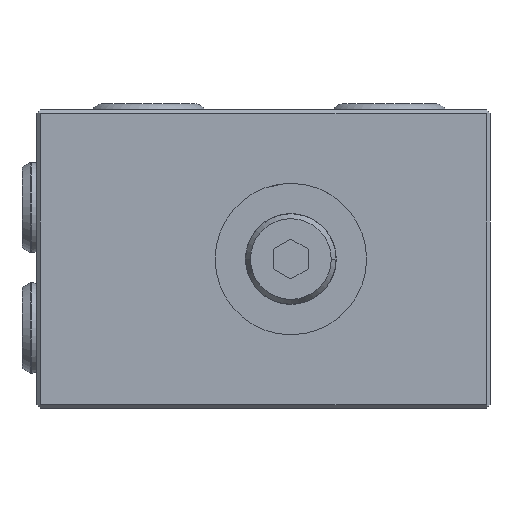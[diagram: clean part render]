
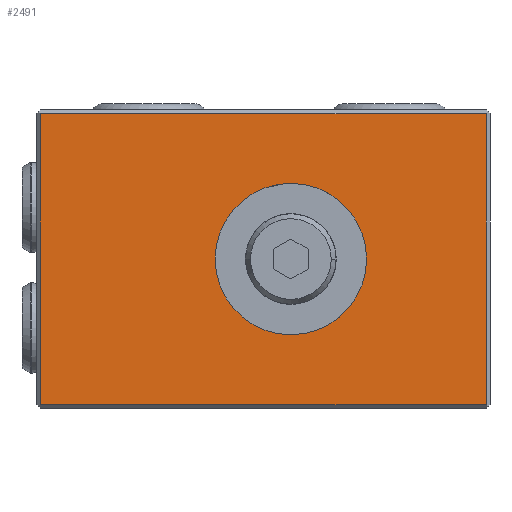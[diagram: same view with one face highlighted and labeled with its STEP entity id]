
A CAD part, front view. The second image highlights one B-rep face of the part: STEP entity #2491.
In plain terms, the highlighted planar face has unit normal (0, -1, 0).
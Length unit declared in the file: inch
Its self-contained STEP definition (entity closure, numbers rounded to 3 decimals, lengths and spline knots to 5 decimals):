
#350=CARTESIAN_POINT('',(1.385,-3.47,0.813));
#351=DIRECTION('',(0.,-1.,0.));
#352=DIRECTION('',(-1.,0.,0.));
#353=AXIS2_PLACEMENT_3D('',#350,#351,#352);
#355=CARTESIAN_POINT('',(1.385,-3.47,0.813));
#356=DIRECTION('',(0.,-1.,0.));
#357=DIRECTION('',(1.,0.,0.));
#358=AXIS2_PLACEMENT_3D('',#355,#356,#357);
#360=DIRECTION('',(0.,0.,-1.));
#361=VECTOR('',#360,1.585);
#362=CARTESIAN_POINT('',(0.02,-3.47,1.605));
#363=LINE('',#362,#361);
#364=DIRECTION('',(1.,0.,0.));
#365=VECTOR('',#364,2.43);
#366=CARTESIAN_POINT('',(0.02,-3.47,1.605));
#367=LINE('',#366,#365);
#368=DIRECTION('',(0.,0.,-1.));
#369=VECTOR('',#368,1.585);
#370=CARTESIAN_POINT('',(2.45,-3.47,1.605));
#371=LINE('',#370,#369);
#372=DIRECTION('',(-1.,0.,0.));
#373=VECTOR('',#372,2.43);
#374=CARTESIAN_POINT('',(2.45,-3.47,0.02));
#375=LINE('',#374,#373);
#1969=CARTESIAN_POINT('',(0.9725,-3.47,0.813));
#1970=CARTESIAN_POINT('',(1.7975,-3.47,0.813));
#1971=VERTEX_POINT('',#1969);
#1972=VERTEX_POINT('',#1970);
#2017=CARTESIAN_POINT('',(0.02,-3.47,1.605));
#2018=CARTESIAN_POINT('',(0.02,-3.47,0.02));
#2019=VERTEX_POINT('',#2017);
#2020=VERTEX_POINT('',#2018);
#2025=CARTESIAN_POINT('',(2.45,-3.47,1.605));
#2026=VERTEX_POINT('',#2025);
#2039=CARTESIAN_POINT('',(2.45,-3.47,0.02));
#2040=VERTEX_POINT('',#2039);
#2471=CARTESIAN_POINT('',(0.,-3.47,0.));
#2472=DIRECTION('',(0.,-1.,0.));
#2473=DIRECTION('',(1.,0.,0.));
#2474=AXIS2_PLACEMENT_3D('',#2471,#2472,#2473);
#2475=PLANE('',#2474);
#2477=ORIENTED_EDGE('',*,*,#2476,.F.);
#2479=ORIENTED_EDGE('',*,*,#2478,.T.);
#2481=ORIENTED_EDGE('',*,*,#2480,.T.);
#2483=ORIENTED_EDGE('',*,*,#2482,.T.);
#2484=EDGE_LOOP('',(#2477,#2479,#2481,#2483));
#2485=FACE_OUTER_BOUND('',#2484,.F.);
#2486=ORIENTED_EDGE('',*,*,#2456,.T.);
#2488=ORIENTED_EDGE('',*,*,#2487,.T.);
#2489=EDGE_LOOP('',(#2486,#2488));
#2490=FACE_BOUND('',#2489,.F.);
#354=CIRCLE('',#353,0.4125);
#359=CIRCLE('',#358,0.4125);
#2456=EDGE_CURVE('',#1971,#1972,#354,.T.);
#2476=EDGE_CURVE('',#2019,#2020,#363,.T.);
#2478=EDGE_CURVE('',#2019,#2026,#367,.T.);
#2480=EDGE_CURVE('',#2026,#2040,#371,.T.);
#2482=EDGE_CURVE('',#2040,#2020,#375,.T.);
#2487=EDGE_CURVE('',#1972,#1971,#359,.T.);
#2491=ADVANCED_FACE('',(#2485,#2490),#2475,.T.);
